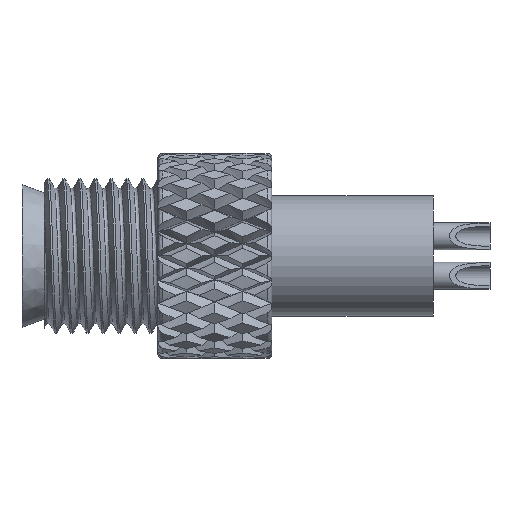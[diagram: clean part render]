
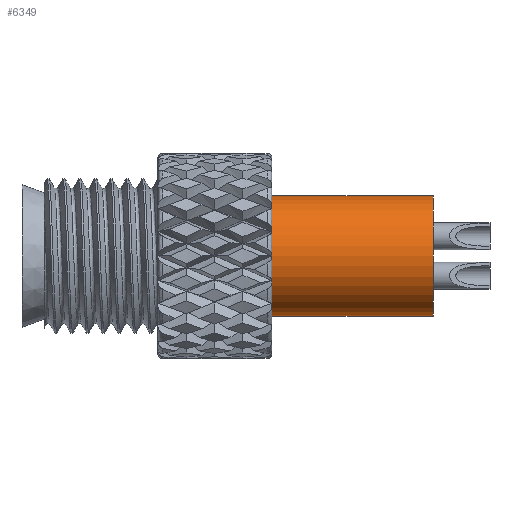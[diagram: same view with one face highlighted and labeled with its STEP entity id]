
A CAD part, front view. The second image highlights one B-rep face of the part: STEP entity #6349.
In plain terms, the highlighted cylindrical face has radius 1.9 mm (diameter 3.8 mm), a partial arc.
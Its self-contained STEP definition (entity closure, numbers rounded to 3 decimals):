
#186 = FACE_OUTER_BOUND ( 'NONE', #8065, .T. ) ;
#468 = CARTESIAN_POINT ( 'NONE',  ( 12.25, 0., -1.9 ) ) ;
#777 = VERTEX_POINT ( 'NONE', #11685 ) ;
#863 = DIRECTION ( 'NONE',  ( 0., 0., -1. ) ) ;
#1312 = ORIENTED_EDGE ( 'NONE', *, *, #21175, .T. ) ;
#1346 = ORIENTED_EDGE ( 'NONE', *, *, #9104, .F. ) ;
#2359 = ORIENTED_EDGE ( 'NONE', *, *, #18652, .T. ) ;
#2477 = DIRECTION ( 'NONE',  ( 0., 0., 1. ) ) ;
#3183 = CIRCLE ( 'NONE', #3795, 1.9 ) ;
#3431 = VECTOR ( 'NONE', #14496, 1000. ) ;
#3709 = CARTESIAN_POINT ( 'NONE',  ( 12.25, 0., 1.9 ) ) ;
#3795 = AXIS2_PLACEMENT_3D ( 'NONE', #11554, #8072, #863 ) ;
#4157 = ORIENTED_EDGE ( 'NONE', *, *, #19034, .F. ) ;
#4539 = CIRCLE ( 'NONE', #14440, 1.9 ) ;
#5980 = AXIS2_PLACEMENT_3D ( 'NONE', #13120, #18355, #2477 ) ;
#6349 = ADVANCED_FACE ( 'NONE', ( #186 ), #11298, .T. ) ;
#7011 = CARTESIAN_POINT ( 'NONE',  ( 0., 0., 0. ) ) ;
#8065 = EDGE_LOOP ( 'NONE', ( #1346, #4157, #1312, #2359 ) ) ;
#8072 = DIRECTION ( 'NONE',  ( 1., 0., 0. ) ) ;
#8678 = LINE ( 'NONE', #3709, #3431 ) ;
#9104 = EDGE_CURVE ( 'NONE', #14391, #15647, #12612, .T. ) ;
#9912 = DIRECTION ( 'NONE',  ( -1., 0., 0. ) ) ;
#11298 = CYLINDRICAL_SURFACE ( 'NONE', #5980, 1.9 ) ;
#11554 = CARTESIAN_POINT ( 'NONE',  ( 12.25, 0., 0. ) ) ;
#11685 = CARTESIAN_POINT ( 'NONE',  ( 0., 0., 1.9 ) ) ;
#12612 = LINE ( 'NONE', #17111, #16787 ) ;
#13120 = CARTESIAN_POINT ( 'NONE',  ( 12.25, 0., 0. ) ) ;
#14029 = DIRECTION ( 'NONE',  ( 1., 0., 0. ) ) ;
#14391 = VERTEX_POINT ( 'NONE', #468 ) ;
#14440 = AXIS2_PLACEMENT_3D ( 'NONE', #7011, #14029, #17384 ) ;
#14496 = DIRECTION ( 'NONE',  ( -1., 0., 0. ) ) ;
#15647 = VERTEX_POINT ( 'NONE', #21980 ) ;
#16787 = VECTOR ( 'NONE', #9912, 1000. ) ;
#17111 = CARTESIAN_POINT ( 'NONE',  ( 12.25, 0., -1.9 ) ) ;
#17384 = DIRECTION ( 'NONE',  ( 0., 0., -1. ) ) ;
#18355 = DIRECTION ( 'NONE',  ( -1., 0., 0. ) ) ;
#18652 = EDGE_CURVE ( 'NONE', #777, #15647, #4539, .T. ) ;
#19034 = EDGE_CURVE ( 'NONE', #19460, #14391, #3183, .T. ) ;
#19460 = VERTEX_POINT ( 'NONE', #22368 ) ;
#21175 = EDGE_CURVE ( 'NONE', #19460, #777, #8678, .T. ) ;
#21980 = CARTESIAN_POINT ( 'NONE',  ( 0., 0., -1.9 ) ) ;
#22368 = CARTESIAN_POINT ( 'NONE',  ( 12.25, 0., 1.9 ) ) ;
